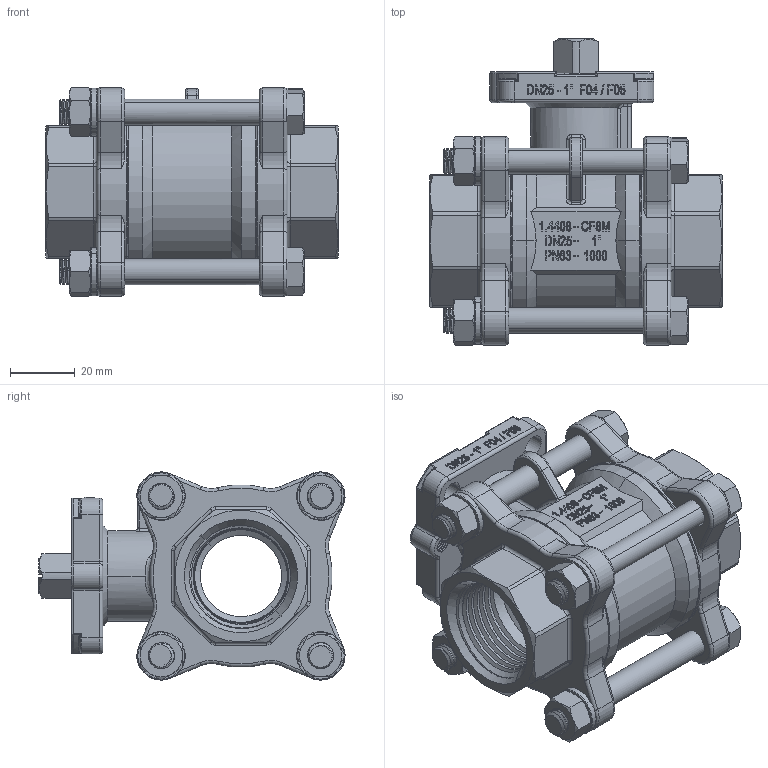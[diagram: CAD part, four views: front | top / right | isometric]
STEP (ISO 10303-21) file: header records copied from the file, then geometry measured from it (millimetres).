
FILE_DESCRIPTION (( 'STEP AP203' ), '1' );
FILE_NAME ('JV-35E (AOM).STEP', '2012-08-09T07:18:34', ( 'TULIPA' ), ( 'TULIPA' ), 'SwSTEP 2.0', 'SolidWorks 2005179', '' );
FILE_SCHEMA (( 'CONFIG_CONTROL_DESIGN' ));
Length unit declared in the file: millimetre
Products named in the file (1): JV-35E (AOM)
Bounding box: 90 x 94.21 x 64.08 mm (x, y, z)
Volume: 174141.2 mm3; surface area: 94332 mm2
Topology: 31 solids, 31 shells, 1920 faces, 4851 edges, 3081 vertices
Faces by surface type: plane 647, cylinder 478, bspline 379, cone 260, torus 147, sphere 9
Entity records: 119524 total; most frequent: CARTESIAN_POINT 77046, ORIENTED_EDGE 9656, DIRECTION 7463, EDGE_CURVE 4828, VERTEX_POINT 3073, AXIS2_PLACEMENT_3D 2621, VECTOR 2221, LINE 2221
